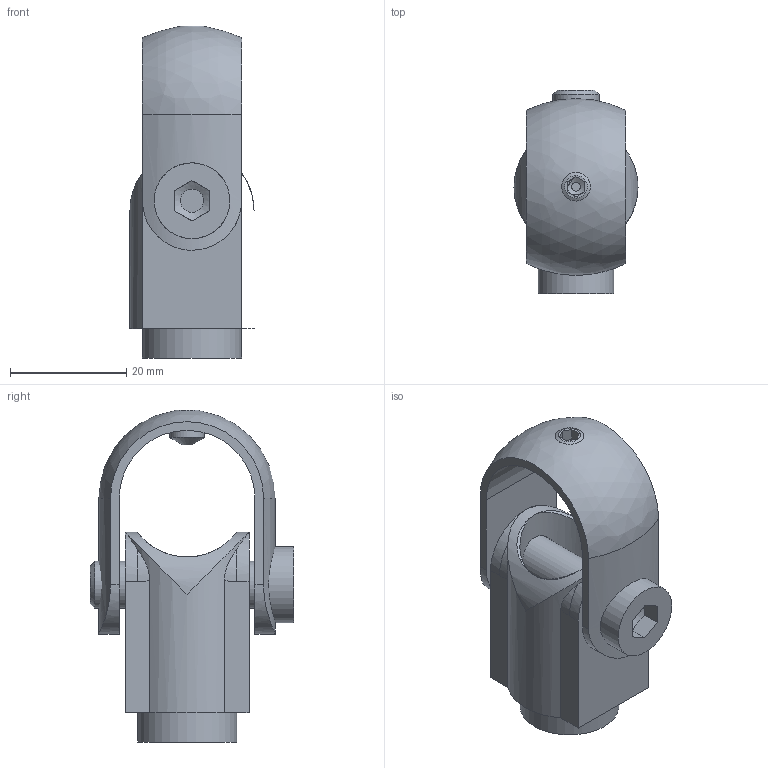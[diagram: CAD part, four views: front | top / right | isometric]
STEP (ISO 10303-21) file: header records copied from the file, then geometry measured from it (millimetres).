
FILE_DESCRIPTION(/* description */ ('-'),/* implementation_level */ '2;1');
FILE_NAME(/* name */ '91cd900f-c922-4a95-a58d-731b62e98dac.stp',/* time_stamp */ '2021-07-09T14:37:49+02:00',/* author */ ('-'),/* organization */ ('Carl Stahl'),/* preprocessor_version */ 'ST-DEVELOPER v18',/* originating_system */ 'Autodesk Inventor 2020',/* authorisation */ '-');
FILE_SCHEMA (('AUTOMOTIVE_DESIGN { 1 0 10303 214 3 1 1 }'));
Length unit declared in the file: millimetre
Products named in the file (6): CX001002; CX900004; CX900003; CX900006; ISO 4027 - M6 x 6(1); DIN 6912 - M8 x 30
Assembly tree (5 placements, depth 2):
  CX001002
    CX900004
    CX900003
    CX900006
    ISO 4027 - M6 x 6(1)
    DIN 6912 - M8 x 30
Bounding box: 21.3 x 35 x 57 mm (x, y, z)
Volume: 13631.1 mm3; surface area: 10403.1 mm2
Topology: 5 solids, 5 shells, 83 faces, 214 edges, 143 vertices
Faces by surface type: plane 34, cylinder 32, cone 10, bspline 5, sphere 2
Full cylindrical faces by diameter (mm): 4 x1, 4.917 x1, 6 x1, 6.647 x2, 6.756 x1, 8 x1, 8.4 x2, 10 x1, 12 x1, 13 x2, 15 x1, 17 x2
Entity records: 3189 total; most frequent: CARTESIAN_POINT 948, DIRECTION 425, ORIENTED_EDGE 422, EDGE_CURVE 211, AXIS2_PLACEMENT_3D 170, VERTEX_POINT 143, EDGE_LOOP 100, LINE 85
